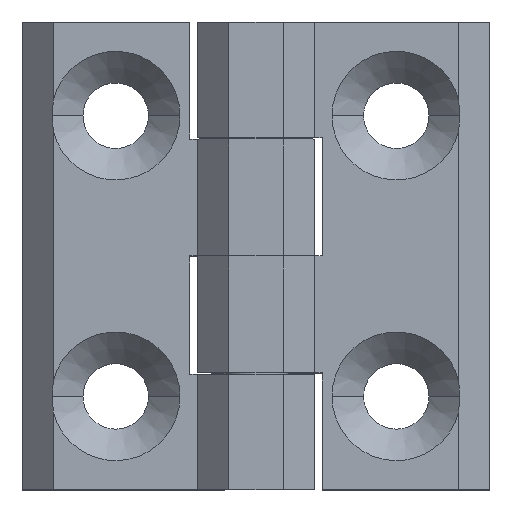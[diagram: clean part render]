
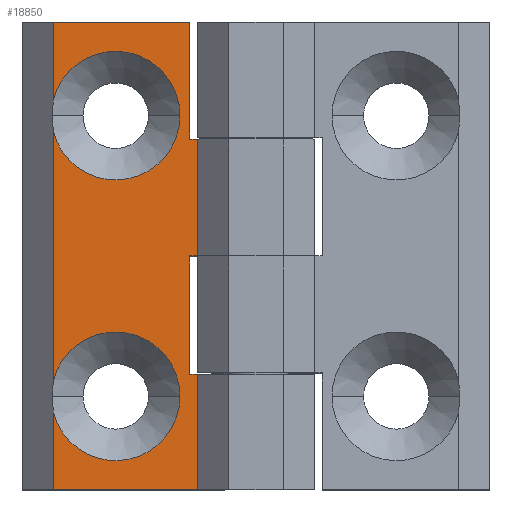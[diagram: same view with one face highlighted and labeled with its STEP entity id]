
A CAD part, top view. The second image highlights one B-rep face of the part: STEP entity #18850.
In plain terms, the highlighted face is planar.
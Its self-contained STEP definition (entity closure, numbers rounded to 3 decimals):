
#17440=CARTESIAN_POINT('',(-9.75,-0.5,-18.));
#17450=VERTEX_POINT('',#17440);
#17480=CARTESIAN_POINT('',(-18.,-0.5,-18.));
#17490=DIRECTION('',(0.,1.,0.));
#17500=DIRECTION('',(0.,0.,1.));
#17510=AXIS2_PLACEMENT_3D('',#17480,#17490,#17500);
#17520=CIRCLE('',#17510,8.25);
#17530=CARTESIAN_POINT('',(-26.,-0.5,
-15.984));
#17540=VERTEX_POINT('',#17530);
#17550=EDGE_CURVE('',#17540,#17450,#17520,.T.);
#17660=CARTESIAN_POINT('',(-26.,-0.5,-30.));
#17670=DIRECTION('',(0.,1.,0.));
#17680=DIRECTION('',(0.,0.,1.));
#17690=AXIS2_PLACEMENT_3D('',#17660,#17670,#17680);
#17700=PLANE('',#17690);
#17710=CARTESIAN_POINT('',(-26.,-0.5,-30.));
#17720=DIRECTION('',(0.,0.,1.));
#17730=VECTOR('',#17720,9.984);
#17740=LINE('',#17710,#17730);
#17750=CARTESIAN_POINT('',(-26.,-0.5,-30.));
#17760=VERTEX_POINT('',#17750);
#17770=CARTESIAN_POINT('',(-26.,-0.5,
-20.016));
#17780=VERTEX_POINT('',#17770);
#17790=EDGE_CURVE('',#17760,#17780,#17740,.T.);
#17800=ORIENTED_EDGE('',*,*,#17790,.T.);
#17810=CARTESIAN_POINT('',(-8.5,-0.5,-30.));
#17820=DIRECTION('',(-1.,0.,0.));
#17830=VECTOR('',#17820,17.5);
#17840=LINE('',#17810,#17830);
#17850=CARTESIAN_POINT('',(-8.5,-0.5,-30.));
#17860=VERTEX_POINT('',#17850);
#17870=EDGE_CURVE('',#17860,#17760,#17840,.T.);
#17880=ORIENTED_EDGE('',*,*,#17870,.T.);
#17890=CARTESIAN_POINT('',(-8.5,-0.5,-15.));
#17900=DIRECTION('',(0.,0.,-1.));
#17910=VECTOR('',#17900,15.);
#17920=LINE('',#17890,#17910);
#17930=CARTESIAN_POINT('',(-8.5,-0.5,-15.));
#17940=VERTEX_POINT('',#17930);
#17950=EDGE_CURVE('',#17940,#17860,#17920,.T.);
#17960=ORIENTED_EDGE('',*,*,#17950,.T.);
#17970=CARTESIAN_POINT('',(-7.5,-0.5,-15.));
#17980=DIRECTION('',(-1.,0.,0.));
#17990=VECTOR('',#17980,1.);
#18000=LINE('',#17970,#17990);
#18010=CARTESIAN_POINT('',(-7.5,-0.5,-15.));
#18020=VERTEX_POINT('',#18010);
#18030=EDGE_CURVE('',#18020,#17940,#18000,.T.);
#18040=ORIENTED_EDGE('',*,*,#18030,.T.);
#18050=CARTESIAN_POINT('',(-7.5,-0.5,-15.));
#18060=DIRECTION('',(0.,0.,1.));
#18070=VECTOR('',#18060,15.);
#18080=LINE('',#18050,#18070);
#18090=CARTESIAN_POINT('',(-7.5,-0.5,
0.));
#18100=VERTEX_POINT('',#18090);
#18110=EDGE_CURVE('',#18020,#18100,#18080,.T.);
#18120=ORIENTED_EDGE('',*,*,#18110,.F.);
#18130=CARTESIAN_POINT('',(-8.5,-0.5,
0.));
#18140=DIRECTION('',(1.,0.,0.));
#18150=VECTOR('',#18140,1.);
#18160=LINE('',#18130,#18150);
#18170=CARTESIAN_POINT('',(-8.5,-0.5,
0.));
#18180=VERTEX_POINT('',#18170);
#18190=EDGE_CURVE('',#18180,#18100,#18160,.T.);
#18200=ORIENTED_EDGE('',*,*,#18190,.T.);
#18210=CARTESIAN_POINT('',(-8.5,-0.5,15.15));
#18220=DIRECTION('',(0.,0.,-1.));
#18230=VECTOR('',#18220,15.15);
#18240=LINE('',#18210,#18230);
#18250=CARTESIAN_POINT('',(-8.5,-0.5,15.15));
#18260=VERTEX_POINT('',#18250);
#18270=EDGE_CURVE('',#18260,#18180,#18240,.T.);
#18280=ORIENTED_EDGE('',*,*,#18270,.T.);
#18290=CARTESIAN_POINT('',(-7.5,-0.5,15.15));
#18300=DIRECTION('',(-1.,0.,0.));
#18310=VECTOR('',#18300,1.);
#18320=LINE('',#18290,#18310);
#18330=CARTESIAN_POINT('',(-7.5,-0.5,15.15));
#18340=VERTEX_POINT('',#18330);
#18350=EDGE_CURVE('',#18340,#18260,#18320,.T.);
#18360=ORIENTED_EDGE('',*,*,#18350,.T.);
#18370=CARTESIAN_POINT('',(-7.5,-0.5,15.15));
#18380=DIRECTION('',(0.,0.,1.));
#18390=VECTOR('',#18380,14.85);
#18400=LINE('',#18370,#18390);
#18410=CARTESIAN_POINT('',(-7.5,-0.5,30.));
#18420=VERTEX_POINT('',#18410);
#18430=EDGE_CURVE('',#18340,#18420,#18400,.T.);
#18440=ORIENTED_EDGE('',*,*,#18430,.F.);
#18450=CARTESIAN_POINT('',(-26.,-0.5,30.));
#18460=DIRECTION('',(1.,0.,0.));
#18470=VECTOR('',#18460,18.5);
#18480=LINE('',#18450,#18470);
#18490=CARTESIAN_POINT('',(-26.,-0.5,30.));
#18500=VERTEX_POINT('',#18490);
#18510=EDGE_CURVE('',#18500,#18420,#18480,.T.);
#18520=ORIENTED_EDGE('',*,*,#18510,.T.);
#18530=CARTESIAN_POINT('',(-26.,-0.5,
20.016));
#18540=DIRECTION('',(0.,0.,1.));
#18550=VECTOR('',#18540,9.984);
#18560=LINE('',#18530,#18550);
#18570=CARTESIAN_POINT('',(-26.,-0.5,
20.016));
#18580=VERTEX_POINT('',#18570);
#18590=EDGE_CURVE('',#18580,#18500,#18560,.T.);
#18600=ORIENTED_EDGE('',*,*,#18590,.T.);
#18610=CARTESIAN_POINT('',(-18.,-0.5,18.));
#18620=DIRECTION('',(0.,1.,0.));
#18630=DIRECTION('',(0.,0.,1.));
#18640=AXIS2_PLACEMENT_3D('',#18610,#18620,#18630);
#18650=CIRCLE('',#18640,8.25);
#18660=CARTESIAN_POINT('',(-9.75,-0.5,18.));
#18670=VERTEX_POINT('',#18660);
#18680=EDGE_CURVE('',#18580,#18670,#18650,.T.);
#18690=ORIENTED_EDGE('',*,*,#18680,.F.);
#18700=CARTESIAN_POINT('',(-26.,-0.5,
15.984));
#18710=VERTEX_POINT('',#18700);
#18720=EDGE_CURVE('',#18670,#18710,#18650,.T.);
#18730=ORIENTED_EDGE('',*,*,#18720,.F.);
#18740=CARTESIAN_POINT('',(-26.,-0.5,
-15.984));
#18750=DIRECTION('',(0.,0.,1.));
#18760=VECTOR('',#18750,31.969);
#18770=LINE('',#18740,#18760);
#18780=EDGE_CURVE('',#17540,#18710,#18770,.T.);
#18790=ORIENTED_EDGE('',*,*,#18780,.T.);
#18800=ORIENTED_EDGE('',*,*,#17550,.F.);
#18810=EDGE_CURVE('',#17450,#17780,#17520,.T.);
#18820=ORIENTED_EDGE('',*,*,#18810,.F.);
#18830=EDGE_LOOP('',(#18820,#18800,#18790,#18730,#18690,#18600,#18520,
#18440,#18360,#18280,#18200,#18120,#18040,#17960,#17880,#17800));
#18840=FACE_OUTER_BOUND('',#18830,.T.);
#18850=ADVANCED_FACE('',(#18840),#17700,.T.);
